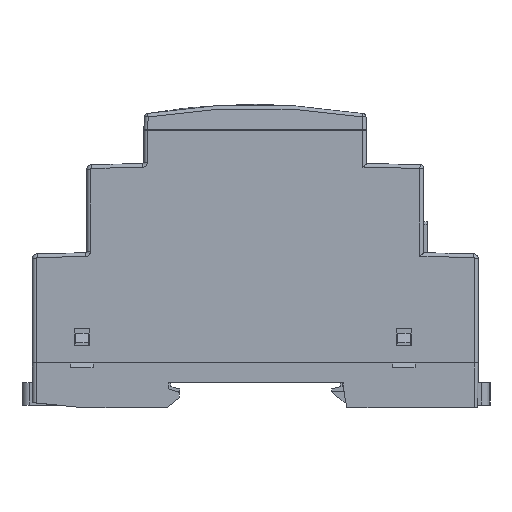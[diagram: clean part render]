
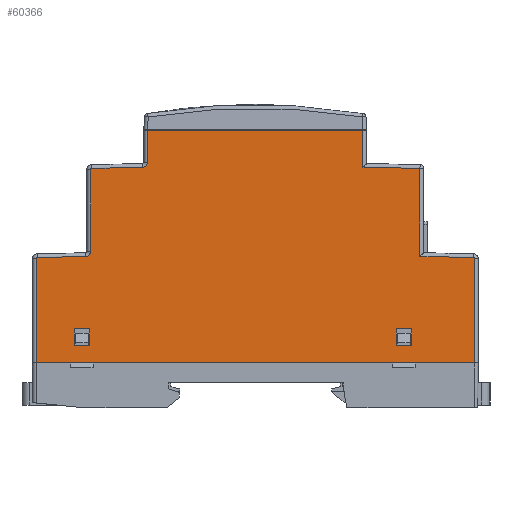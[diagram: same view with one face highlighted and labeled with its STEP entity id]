
A CAD part, front view. The second image highlights one B-rep face of the part: STEP entity #60366.
In plain terms, the highlighted planar face has unit normal (0, -1, 0).
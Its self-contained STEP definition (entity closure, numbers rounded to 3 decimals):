
#444=PLANE('',#63763);
#2200=LINE('',#80646,#6607);
#2370=LINE('',#81688,#6777);
#2398=LINE('',#81828,#6805);
#2400=LINE('',#81839,#6807);
#2412=LINE('',#81864,#6819);
#2414=LINE('',#81868,#6821);
#2416=LINE('',#81872,#6823);
#2417=LINE('',#81874,#6824);
#2419=LINE('',#81880,#6826);
#2420=LINE('',#81888,#6827);
#2828=LINE('',#83353,#7235);
#2830=LINE('',#83357,#7237);
#2832=LINE('',#83361,#7239);
#2833=LINE('',#83363,#7240);
#2839=LINE('',#83379,#7246);
#2842=LINE('',#83385,#7249);
#2843=LINE('',#83387,#7250);
#2889=LINE('',#83517,#7296);
#2890=LINE('',#83518,#7297);
#2891=LINE('',#83520,#7298);
#6607=VECTOR('',#67376,1000.);
#6777=VECTOR('',#68344,1000.);
#6805=VECTOR('',#68452,1000.);
#6807=VECTOR('',#68462,1000.);
#6819=VECTOR('',#68478,1000.);
#6821=VECTOR('',#68482,1000.);
#6823=VECTOR('',#68486,1000.);
#6824=VECTOR('',#68489,1000.);
#6826=VECTOR('',#68495,1000.);
#6827=VECTOR('',#68506,1000.);
#7235=VECTOR('',#69920,1000.);
#7237=VECTOR('',#69924,1000.);
#7239=VECTOR('',#69928,1000.);
#7240=VECTOR('',#69931,1000.);
#7246=VECTOR('',#69947,1000.);
#7249=VECTOR('',#69956,1000.);
#7250=VECTOR('',#69959,1000.);
#7296=VECTOR('',#70063,1000.);
#7297=VECTOR('',#70064,1000.);
#7298=VECTOR('',#70065,1000.);
#11188=CIRCLE('',#63158,1.);
#11192=CIRCLE('',#63165,1.);
#11206=CIRCLE('',#63197,0.25);
#11210=CIRCLE('',#63202,0.25);
#11216=CIRCLE('',#63216,0.25);
#14621=ORIENTED_EDGE('',*,*,#26729,.T.);
#14622=ORIENTED_EDGE('',*,*,#26730,.T.);
#14623=ORIENTED_EDGE('',*,*,#26731,.F.);
#14624=ORIENTED_EDGE('',*,*,#25334,.T.);
#14625=ORIENTED_EDGE('',*,*,#25824,.T.);
#14626=ORIENTED_EDGE('',*,*,#25825,.F.);
#14627=ORIENTED_EDGE('',*,*,#26655,.F.);
#14628=ORIENTED_EDGE('',*,*,#25876,.T.);
#14629=ORIENTED_EDGE('',*,*,#26659,.F.);
#14630=ORIENTED_EDGE('',*,*,#25817,.F.);
#14631=ORIENTED_EDGE('',*,*,#26658,.F.);
#14632=ORIENTED_EDGE('',*,*,#25880,.T.);
#14633=ORIENTED_EDGE('',*,*,#25881,.T.);
#14634=ORIENTED_EDGE('',*,*,#25886,.T.);
#14635=ORIENTED_EDGE('',*,*,#25907,.F.);
#14636=ORIENTED_EDGE('',*,*,#25908,.T.);
#14637=ORIENTED_EDGE('',*,*,#25911,.T.);
#14638=ORIENTED_EDGE('',*,*,#25901,.F.);
#14639=ORIENTED_EDGE('',*,*,#25899,.F.);
#14640=ORIENTED_EDGE('',*,*,#25904,.F.);
#14641=ORIENTED_EDGE('',*,*,#25903,.F.);
#14642=ORIENTED_EDGE('',*,*,#26647,.F.);
#14643=ORIENTED_EDGE('',*,*,#26646,.F.);
#14644=ORIENTED_EDGE('',*,*,#26644,.F.);
#14645=ORIENTED_EDGE('',*,*,#26642,.F.);
#25334=EDGE_CURVE('',#31620,#31619,#2200,.T.);
#25817=EDGE_CURVE('',#32070,#32071,#11188,.T.);
#25824=EDGE_CURVE('',#31619,#32074,#2370,.T.);
#25825=EDGE_CURVE('',#32075,#32074,#11192,.T.);
#25876=EDGE_CURVE('',#32109,#32111,#11206,.T.);
#25880=EDGE_CURVE('',#32113,#32115,#11210,.T.);
#25881=EDGE_CURVE('',#32115,#32116,#2398,.T.);
#25886=EDGE_CURVE('',#32116,#32120,#2400,.T.);
#25899=EDGE_CURVE('',#32131,#32130,#2412,.T.);
#25901=EDGE_CURVE('',#32130,#32132,#2414,.T.);
#25903=EDGE_CURVE('',#32132,#32133,#2416,.T.);
#25904=EDGE_CURVE('',#32133,#32131,#2417,.T.);
#25907=EDGE_CURVE('',#32135,#32120,#2419,.T.);
#25908=EDGE_CURVE('',#32135,#32136,#11216,.T.);
#25911=EDGE_CURVE('',#32136,#32138,#2420,.T.);
#26642=EDGE_CURVE('',#32691,#32690,#2828,.T.);
#26644=EDGE_CURVE('',#32690,#32692,#2830,.T.);
#26646=EDGE_CURVE('',#32692,#32693,#2832,.T.);
#26647=EDGE_CURVE('',#32693,#32691,#2833,.T.);
#26655=EDGE_CURVE('',#32109,#32075,#2839,.T.);
#26658=EDGE_CURVE('',#32113,#32070,#2842,.T.);
#26659=EDGE_CURVE('',#32071,#32111,#2843,.T.);
#26729=EDGE_CURVE('',#32138,#32050,#2889,.T.);
#26730=EDGE_CURVE('',#32050,#32750,#2890,.T.);
#26731=EDGE_CURVE('',#31620,#32750,#2891,.T.);
#31619=VERTEX_POINT('',#80645);
#31620=VERTEX_POINT('',#80647);
#32050=VERTEX_POINT('',#81619);
#32070=VERTEX_POINT('',#81674);
#32071=VERTEX_POINT('',#81676);
#32074=VERTEX_POINT('',#81687);
#32075=VERTEX_POINT('',#81691);
#32109=VERTEX_POINT('',#81812);
#32111=VERTEX_POINT('',#81816);
#32113=VERTEX_POINT('',#81821);
#32115=VERTEX_POINT('',#81825);
#32116=VERTEX_POINT('',#81829);
#32120=VERTEX_POINT('',#81838);
#32130=VERTEX_POINT('',#81861);
#32131=VERTEX_POINT('',#81863);
#32132=VERTEX_POINT('',#81867);
#32133=VERTEX_POINT('',#81871);
#32135=VERTEX_POINT('',#81879);
#32136=VERTEX_POINT('',#81883);
#32138=VERTEX_POINT('',#81889);
#32690=VERTEX_POINT('',#83350);
#32691=VERTEX_POINT('',#83352);
#32692=VERTEX_POINT('',#83356);
#32693=VERTEX_POINT('',#83360);
#32750=VERTEX_POINT('',#83519);
#36050=EDGE_LOOP('',(#14621,#14622,#14623,#14624,#14625,#14626,#14627,#14628,
#14629,#14630,#14631,#14632,#14633,#14634,#14635,#14636,#14637));
#36051=EDGE_LOOP('',(#14638,#14639,#14640,#14641));
#36052=EDGE_LOOP('',(#14642,#14643,#14644,#14645));
#38985=FACE_BOUND('',#36050,.T.);
#38986=FACE_BOUND('',#36051,.T.);
#38987=FACE_BOUND('',#36052,.T.);
#60366=ADVANCED_FACE('',(#38985,#38986,#38987),#444,.T.);
#63158=AXIS2_PLACEMENT_3D('',#81675,#68329,#68330);
#63165=AXIS2_PLACEMENT_3D('',#81690,#68347,#68348);
#63197=AXIS2_PLACEMENT_3D('',#81817,#68438,#68439);
#63202=AXIS2_PLACEMENT_3D('',#81826,#68448,#68449);
#63216=AXIS2_PLACEMENT_3D('',#81882,#68498,#68499);
#63763=AXIS2_PLACEMENT_3D('',#83516,#70061,#70062);
#67376=DIRECTION('',(-1.,0.,0.));
#68329=DIRECTION('',(0.,-1.,0.));
#68330=DIRECTION('',(0.,0.,-1.));
#68344=DIRECTION('',(0.,0.,-1.));
#68347=DIRECTION('',(0.,-1.,0.));
#68348=DIRECTION('',(0.,0.,-1.));
#68438=DIRECTION('',(0.,-1.,0.));
#68439=DIRECTION('',(0.,0.,-1.));
#68448=DIRECTION('',(0.,-1.,0.));
#68449=DIRECTION('',(0.,0.,-1.));
#68452=DIRECTION('',(0.,0.,-1.));
#68462=DIRECTION('',(1.,0.,0.));
#68478=DIRECTION('',(-1.,0.,0.));
#68482=DIRECTION('',(0.,0.,-1.));
#68486=DIRECTION('',(1.,0.,0.));
#68489=DIRECTION('',(0.,0.,1.));
#68495=DIRECTION('',(0.,0.,-1.));
#68498=DIRECTION('',(0.,-1.,0.));
#68499=DIRECTION('',(0.,0.,-1.));
#68506=DIRECTION('',(-1.,0.,0.023));
#69920=DIRECTION('',(-1.,0.,0.));
#69924=DIRECTION('',(0.,0.,-1.));
#69928=DIRECTION('',(1.,0.,0.));
#69931=DIRECTION('',(0.,0.,1.));
#69947=DIRECTION('',(1.,0.,0.023));
#69956=DIRECTION('',(1.,0.,0.023));
#69959=DIRECTION('',(0.,0.,1.));
#70061=DIRECTION('',(0.,-1.,0.));
#70062=DIRECTION('',(0.,0.,-1.));
#70063=DIRECTION('',(0.,0.,1.));
#70064=DIRECTION('',(-1.,0.,0.023));
#70065=DIRECTION('',(0.,0.,-1.));
#80645=CARTESIAN_POINT('',(-21.75,-36.001,48.25));
#80646=CARTESIAN_POINT('',(22.5,-36.001,48.25));
#80647=CARTESIAN_POINT('',(21.75,-36.001,48.25));
#81619=CARTESIAN_POINT('',(33.25,-36.001,40.517));
#81674=CARTESIAN_POINT('',(-34.227,-36.001,22.744));
#81675=CARTESIAN_POINT('',(-34.25,-36.001,23.744));
#81676=CARTESIAN_POINT('',(-33.25,-36.001,23.744));
#81687=CARTESIAN_POINT('',(-21.75,-36.001,41.755));
#81688=CARTESIAN_POINT('',(-21.75,-36.001,49.7));
#81690=CARTESIAN_POINT('',(-22.75,-36.001,41.755));
#81691=CARTESIAN_POINT('',(-22.727,-36.001,40.756));
#81812=CARTESIAN_POINT('',(-33.006,-36.001,40.522));
#81816=CARTESIAN_POINT('',(-33.25,-36.001,40.272));
#81817=CARTESIAN_POINT('',(-33.,-36.001,40.272));
#81821=CARTESIAN_POINT('',(-44.006,-36.001,22.522));
#81825=CARTESIAN_POINT('',(-44.25,-36.001,22.272));
#81826=CARTESIAN_POINT('',(-44.,-36.001,22.272));
#81828=CARTESIAN_POINT('',(-44.25,-36.001,49.7));
#81829=CARTESIAN_POINT('',(-44.25,-36.001,1.25));
#81838=CARTESIAN_POINT('',(44.25,-36.001,1.25));
#81839=CARTESIAN_POINT('',(45.,-36.001,1.25));
#81861=CARTESIAN_POINT('',(28.45,-36.001,8.15));
#81863=CARTESIAN_POINT('',(31.55,-36.001,8.15));
#81864=CARTESIAN_POINT('',(28.45,-36.001,8.15));
#81867=CARTESIAN_POINT('',(28.45,-36.001,4.75));
#81868=CARTESIAN_POINT('',(28.45,-36.001,4.75));
#81871=CARTESIAN_POINT('',(31.55,-36.001,4.75));
#81872=CARTESIAN_POINT('',(28.45,-36.001,4.75));
#81874=CARTESIAN_POINT('',(31.55,-36.001,4.75));
#81879=CARTESIAN_POINT('',(44.25,-36.001,22.272));
#81880=CARTESIAN_POINT('',(44.25,-36.001,49.7));
#81882=CARTESIAN_POINT('',(44.,-36.001,22.272));
#81883=CARTESIAN_POINT('',(44.006,-36.001,22.522));
#81888=CARTESIAN_POINT('',(21.895,-36.001,23.024));
#81889=CARTESIAN_POINT('',(33.25,-36.001,22.766));
#83350=CARTESIAN_POINT('',(-36.55,-36.001,8.15));
#83352=CARTESIAN_POINT('',(-33.45,-36.001,8.15));
#83353=CARTESIAN_POINT('',(22.5,-36.001,8.15));
#83356=CARTESIAN_POINT('',(-36.55,-36.001,4.75));
#83357=CARTESIAN_POINT('',(-36.55,-36.001,49.7));
#83360=CARTESIAN_POINT('',(-33.45,-36.001,4.75));
#83361=CARTESIAN_POINT('',(22.5,-36.001,4.75));
#83363=CARTESIAN_POINT('',(-33.45,-36.001,49.7));
#83379=CARTESIAN_POINT('',(22.68,-36.001,41.786));
#83385=CARTESIAN_POINT('',(23.082,-36.001,24.045));
#83387=CARTESIAN_POINT('',(-33.25,-36.001,49.7));
#83516=CARTESIAN_POINT('',(22.5,-36.001,49.7));
#83517=CARTESIAN_POINT('',(33.25,-36.001,49.7));
#83518=CARTESIAN_POINT('',(22.297,-36.001,40.765));
#83519=CARTESIAN_POINT('',(21.75,-36.001,40.778));
#83520=CARTESIAN_POINT('',(21.75,-36.001,49.7));
